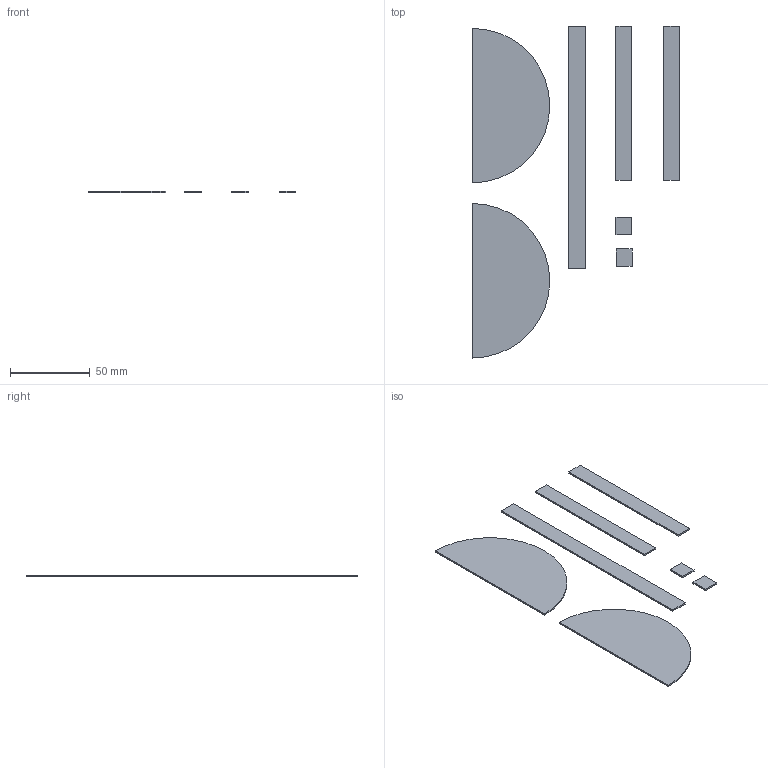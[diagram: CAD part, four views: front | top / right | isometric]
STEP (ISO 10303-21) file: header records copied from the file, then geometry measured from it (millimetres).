
FILE_DESCRIPTION(/* description */ (''),/* implementation_level */ '2;1');
FILE_NAME(/* name */ 'plate_desing_2D v2.step',/* time_stamp */ '2024-04-04T12:35:38-04:00',/* author */ (''),/* organization */ (''),/* preprocessor_version */ 'ST-DEVELOPER v20',/* originating_system */ 'Autodesk Translation Framework v12.20.1.177',/* authorisation */ '');
FILE_SCHEMA (('AUTOMOTIVE_DESIGN { 1 0 10303 214 3 1 1 }'));
Length unit declared in the file: millimetre
Products named in the file (4): plate_desing_2D; top; top (1); long piece
Assembly tree (3 placements, depth 2):
  plate_desing_2D
    top
    top (1)
    long piece
Bounding box: 130 x 208.5 x 1 mm (x, y, z)
Volume: 11225.8 mm3; surface area: 23789.1 mm2
Topology: 7 solids, 7 shells, 38 faces, 72 edges, 48 vertices
Faces by surface type: plane 36, cylinder 2
Entity records: 1049 total; most frequent: DIRECTION 166, CARTESIAN_POINT 165, ORIENTED_EDGE 144, EDGE_CURVE 72, LINE 68, VECTOR 68, AXIS2_PLACEMENT_3D 49, VERTEX_POINT 48
